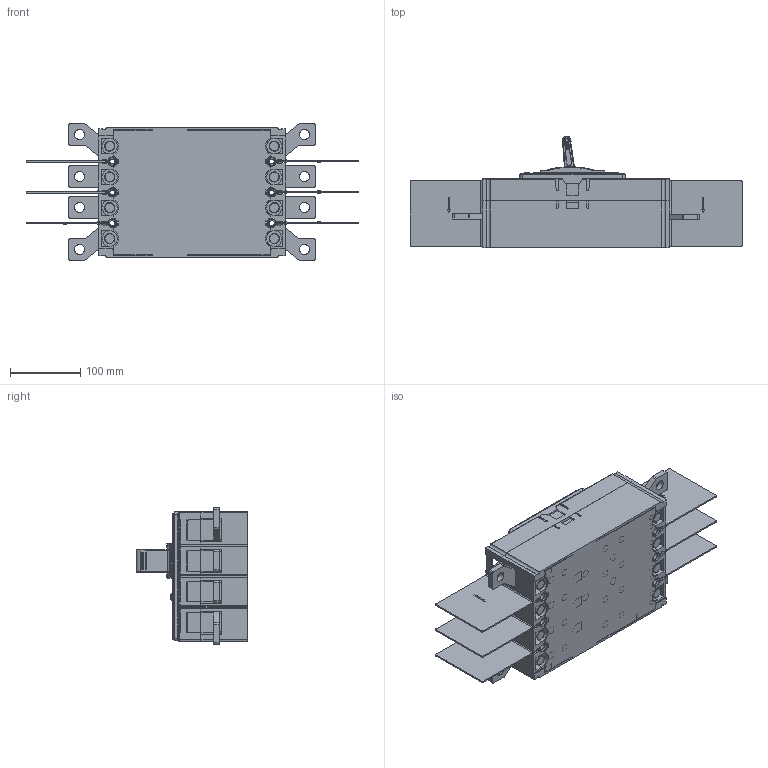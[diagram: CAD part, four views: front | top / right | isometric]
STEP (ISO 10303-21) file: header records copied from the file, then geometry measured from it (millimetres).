
FILE_DESCRIPTION(/* description */ (''),/* implementation_level */ '2;1');
FILE_NAME(/* name */ 'NXMLE-630 4P.stp',/* time_stamp */ '2017-04-07T19:29:34+08:00',/* author */ (''),/* organization */ (''),/* preprocessor_version */ 'ST-DEVELOPER v11',/* originating_system */ 'SIEMENS PLM Software NX 7.5',/* authorisation */ '');
FILE_SCHEMA (('CONFIG_CONTROL_DESIGN'));
Products named in the file (1): NXMLE-630 4P
Bounding box: 474 x 159.62 x 194.5 mm (x, y, z)
Volume: 4644060.3 mm3; surface area: 739782.3 mm2
Topology: 24 solids, 158 shells, 4503 faces, 11719 edges, 7670 vertices
Faces by surface type: plane 3269, cylinder 840, extrusion 191, torus 72, cone 50, bspline 47, sphere 34
Full cylindrical faces by diameter (mm): 2.5 x3, 3 x3, 3.2 x1, 3.5 x6, 4 x8, 4.5 x16, 5 x7, 5.5 x2, 5.6 x4, 5.8 x2, 6 x2, 6.41 x5, 6.5 x8, 7 x15, 7.2 x1, 8.5 x12, 9.6 x2, 10 x13, 10.5 x20, 11 x16, 13 x6, 14.5 x8, 22 x8, 26 x8
Entity records: 141829 total; most frequent: CARTESIAN_POINT 32168, ORIENTED_EDGE 22794, DIRECTION 21649, EDGE_CURVE 11397, VECTOR 8655, LINE 8464, VERTEX_POINT 7593, AXIS2_PLACEMENT_3D 6497
